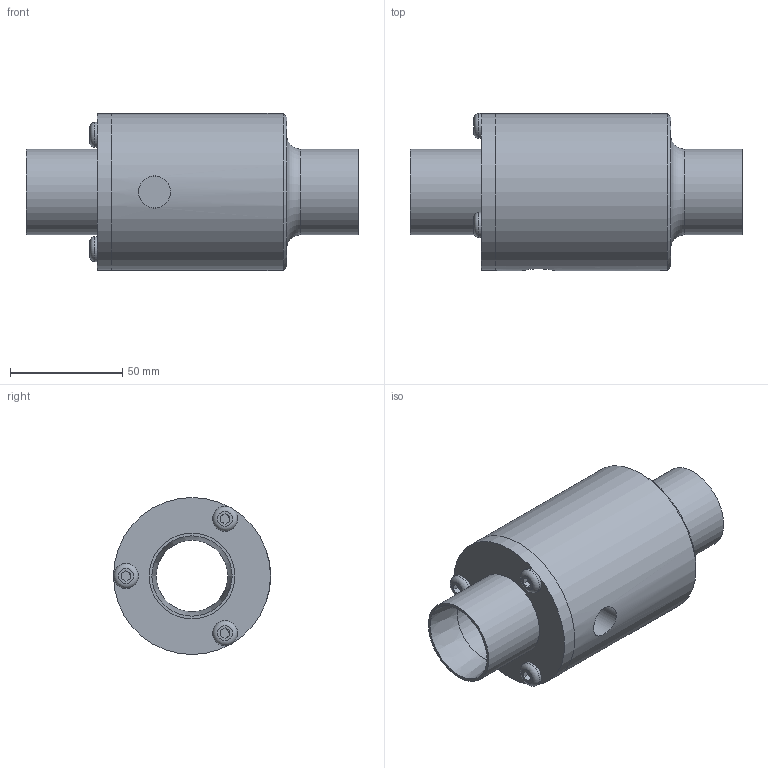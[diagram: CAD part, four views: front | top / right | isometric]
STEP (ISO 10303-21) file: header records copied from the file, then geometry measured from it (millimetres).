
FILE_DESCRIPTION(/* description */ (''),/* implementation_level */ '2;1');
FILE_NAME(/* name */ '170150-A-DIM.stp',/* time_stamp */ '2025-05-22T08:06:51-04:00',/* author */ ('AdamLaub'),/* organization */ (''),/* preprocessor_version */ 'ST-DEVELOPER v20',/* originating_system */ 'Autodesk Inventor 2025',/* authorisation */ '');
FILE_SCHEMA (('AUTOMOTIVE_DESIGN { 1 0 10303 214 3 1 1 }'));
Length unit declared in the file: inch
Products named in the file (4): 170150-A-DIM; 902456-DIM; 6732-DIM; Unbrako - 1/4 x 3/4
Assembly tree (5 placements, depth 2):
  170150-A-DIM
    902456-DIM
    6732-DIM
    Unbrako - 1/4 x 3/4  x3
Bounding box: 147.64 x 69.85 x 69.85 mm (x, y, z)
Volume: 275234.3 mm3; surface area: 56222.3 mm2
Topology: 5 solids, 5 shells, 75 faces, 171 edges, 111 vertices
Faces by surface type: plane 34, cylinder 19, cone 14, torus 8
Full cylindrical faces by diameter (mm): 5.105 x3, 6.35 x3, 7.144 x3, 11.1 x3, 14.287 x1, 31.75 x2, 38.1 x2, 69.85 x2
Entity records: 1445 total; most frequent: CARTESIAN_POINT 261, DIRECTION 242, ORIENTED_EDGE 190, AXIS2_PLACEMENT_3D 102, EDGE_CURVE 95, VERTEX_POINT 63, EDGE_LOOP 62, CIRCLE 48
